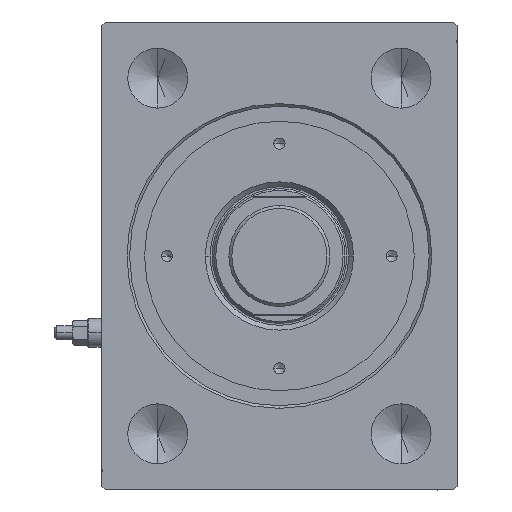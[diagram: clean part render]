
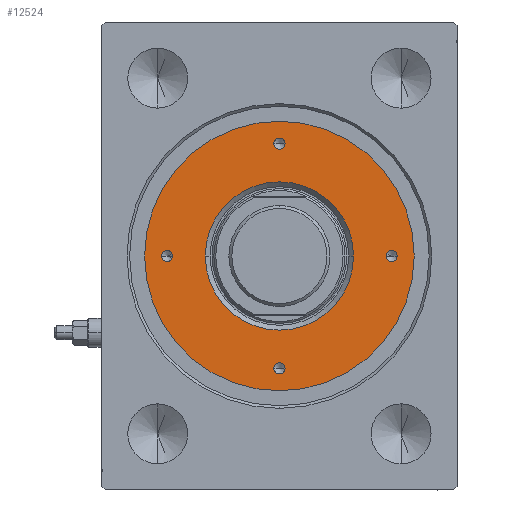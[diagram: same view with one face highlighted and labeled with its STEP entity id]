
A CAD part, left-side view. The second image highlights one B-rep face of the part: STEP entity #12524.
In plain terms, the highlighted face is planar.
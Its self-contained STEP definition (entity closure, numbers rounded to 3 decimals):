
#384 = VERTEX_POINT ( 'NONE', #10776 ) ;
#515 = PLANE ( 'NONE',  #40041 ) ;
#539 = CIRCLE ( 'NONE', #26168, 36. ) ;
#645 = CIRCLE ( 'NONE', #7243, 36. ) ;
#1832 = AXIS2_PLACEMENT_3D ( 'NONE', #22476, #12641, #36464 ) ;
#2611 = VERTEX_POINT ( 'NONE', #18232 ) ;
#3129 = CARTESIAN_POINT ( 'NONE',  ( -1.5, -30., 14. ) ) ;
#3516 = CARTESIAN_POINT ( 'NONE',  ( -19.8, 0., 14. ) ) ;
#3556 = CARTESIAN_POINT ( 'NONE',  ( 0., 30., 14. ) ) ;
#3732 = FACE_BOUND ( 'NONE', #8632, .T. ) ;
#3854 = CARTESIAN_POINT ( 'NONE',  ( 0., -30., 14. ) ) ;
#3921 = CARTESIAN_POINT ( 'NONE',  ( 19.8, 0., 14. ) ) ;
#4605 = ORIENTED_EDGE ( 'NONE', *, *, #35081, .F. ) ;
#5222 = EDGE_CURVE ( 'NONE', #32451, #34689, #6923, .T. ) ;
#5537 = EDGE_CURVE ( 'NONE', #19584, #42141, #44966, .T. ) ;
#5957 = AXIS2_PLACEMENT_3D ( 'NONE', #17988, #31956, #32188 ) ;
#6617 = VERTEX_POINT ( 'NONE', #37783 ) ;
#6900 = EDGE_CURVE ( 'NONE', #42141, #19584, #32544, .T. ) ;
#6923 = CIRCLE ( 'NONE', #16451, 1.5 ) ;
#7230 = CARTESIAN_POINT ( 'NONE',  ( -31.5, 0., 14. ) ) ;
#7243 = AXIS2_PLACEMENT_3D ( 'NONE', #28193, #24988, #21993 ) ;
#7364 = DIRECTION ( 'NONE',  ( 0., 0., 1. ) ) ;
#7437 = EDGE_LOOP ( 'NONE', ( #9039, #38772 ) ) ;
#7835 = AXIS2_PLACEMENT_3D ( 'NONE', #28724, #39273, #7881 ) ;
#7881 = DIRECTION ( 'NONE',  ( 1., 0., 0. ) ) ;
#8236 = VERTEX_POINT ( 'NONE', #14490 ) ;
#8632 = EDGE_LOOP ( 'NONE', ( #14054, #4605 ) ) ;
#9039 = ORIENTED_EDGE ( 'NONE', *, *, #31678, .F. ) ;
#9520 = ORIENTED_EDGE ( 'NONE', *, *, #40792, .F. ) ;
#9978 = DIRECTION ( 'NONE',  ( 0., 0., -1. ) ) ;
#10776 = CARTESIAN_POINT ( 'NONE',  ( 36., 0., 14. ) ) ;
#11699 = ORIENTED_EDGE ( 'NONE', *, *, #27268, .F. ) ;
#12225 = EDGE_CURVE ( 'NONE', #34689, #32451, #21009, .T. ) ;
#12524 = ADVANCED_FACE ( 'NONE', ( #3732, #21815, #28017, #24819, #17719, #31684 ), #515, .T. ) ;
#12582 = ORIENTED_EDGE ( 'NONE', *, *, #34326, .T. ) ;
#12641 = DIRECTION ( 'NONE',  ( 0., 0., -1. ) ) ;
#12647 = VERTEX_POINT ( 'NONE', #16556 ) ;
#12927 = ORIENTED_EDGE ( 'NONE', *, *, #12225, .F. ) ;
#14054 = ORIENTED_EDGE ( 'NONE', *, *, #35205, .F. ) ;
#14248 = AXIS2_PLACEMENT_3D ( 'NONE', #30602, #9978, #16624 ) ;
#14490 = CARTESIAN_POINT ( 'NONE',  ( 28.5, 0., 14. ) ) ;
#14778 = ORIENTED_EDGE ( 'NONE', *, *, #16654, .T. ) ;
#14904 = DIRECTION ( 'NONE',  ( 1., 0., 0. ) ) ;
#15363 = DIRECTION ( 'NONE',  ( 1., 0., 0. ) ) ;
#15525 = EDGE_LOOP ( 'NONE', ( #11699, #9520 ) ) ;
#16451 = AXIS2_PLACEMENT_3D ( 'NONE', #3854, #17848, #31811 ) ;
#16556 = CARTESIAN_POINT ( 'NONE',  ( -36., 0., 14. ) ) ;
#16624 = DIRECTION ( 'NONE',  ( 1., 0., 0. ) ) ;
#16654 = EDGE_CURVE ( 'NONE', #12647, #384, #539, .T. ) ;
#17547 = DIRECTION ( 'NONE',  ( 1., 0., 0. ) ) ;
#17719 = FACE_BOUND ( 'NONE', #32305, .T. ) ;
#17848 = DIRECTION ( 'NONE',  ( 0., 0., 1. ) ) ;
#17988 = CARTESIAN_POINT ( 'NONE',  ( 0., 30., 14. ) ) ;
#18232 = CARTESIAN_POINT ( 'NONE',  ( 31.5, 0., 14. ) ) ;
#19584 = VERTEX_POINT ( 'NONE', #3921 ) ;
#19749 = VERTEX_POINT ( 'NONE', #41047 ) ;
#20533 = EDGE_LOOP ( 'NONE', ( #37007, #12927 ) ) ;
#20692 = DIRECTION ( 'NONE',  ( 1., 0., 0. ) ) ;
#21009 = CIRCLE ( 'NONE', #7835, 1.5 ) ;
#21221 = VERTEX_POINT ( 'NONE', #36926 ) ;
#21815 = FACE_BOUND ( 'NONE', #15525, .T. ) ;
#21993 = DIRECTION ( 'NONE',  ( 1., 0., 0. ) ) ;
#22106 = AXIS2_PLACEMENT_3D ( 'NONE', #3556, #45050, #17547 ) ;
#22310 = DIRECTION ( 'NONE',  ( 1., 0., 0. ) ) ;
#22476 = CARTESIAN_POINT ( 'NONE',  ( 0., 0., 14. ) ) ;
#22641 = AXIS2_PLACEMENT_3D ( 'NONE', #38760, #7364, #14904 ) ;
#24001 = CIRCLE ( 'NONE', #39338, 1.5 ) ;
#24819 = FACE_BOUND ( 'NONE', #20533, .T. ) ;
#24988 = DIRECTION ( 'NONE',  ( 0., 0., 1. ) ) ;
#25471 = AXIS2_PLACEMENT_3D ( 'NONE', #35354, #41777, #35796 ) ;
#25522 = ORIENTED_EDGE ( 'NONE', *, *, #6900, .T. ) ;
#25669 = CIRCLE ( 'NONE', #5957, 1.5 ) ;
#25896 = CARTESIAN_POINT ( 'NONE',  ( -30., 0., 14. ) ) ;
#26050 = EDGE_LOOP ( 'NONE', ( #14778, #12582 ) ) ;
#26168 = AXIS2_PLACEMENT_3D ( 'NONE', #40655, #27340, #20692 ) ;
#27268 = EDGE_CURVE ( 'NONE', #19749, #6617, #42581, .T. ) ;
#27340 = DIRECTION ( 'NONE',  ( 0., 0., 1. ) ) ;
#28017 = FACE_BOUND ( 'NONE', #7437, .T. ) ;
#28193 = CARTESIAN_POINT ( 'NONE',  ( 0., 0., 14. ) ) ;
#28600 = CARTESIAN_POINT ( 'NONE',  ( 1.5, -30., 14. ) ) ;
#28724 = CARTESIAN_POINT ( 'NONE',  ( 0., -30., 14. ) ) ;
#29951 = CIRCLE ( 'NONE', #43885, 1.5 ) ;
#30583 = VERTEX_POINT ( 'NONE', #7230 ) ;
#30602 = CARTESIAN_POINT ( 'NONE',  ( 0., 0., 14. ) ) ;
#31678 = EDGE_CURVE ( 'NONE', #2611, #8236, #24001, .T. ) ;
#31684 = FACE_OUTER_BOUND ( 'NONE', #26050, .T. ) ;
#31811 = DIRECTION ( 'NONE',  ( 1., 0., 0. ) ) ;
#31956 = DIRECTION ( 'NONE',  ( 0., 0., 1. ) ) ;
#32188 = DIRECTION ( 'NONE',  ( 1., 0., 0. ) ) ;
#32305 = EDGE_LOOP ( 'NONE', ( #42056, #25522 ) ) ;
#32451 = VERTEX_POINT ( 'NONE', #28600 ) ;
#32544 = CIRCLE ( 'NONE', #1832, 19.8 ) ;
#32910 = EDGE_CURVE ( 'NONE', #8236, #2611, #39374, .T. ) ;
#34326 = EDGE_CURVE ( 'NONE', #384, #12647, #645, .T. ) ;
#34689 = VERTEX_POINT ( 'NONE', #3129 ) ;
#35081 = EDGE_CURVE ( 'NONE', #30583, #21221, #36559, .T. ) ;
#35205 = EDGE_CURVE ( 'NONE', #21221, #30583, #29951, .T. ) ;
#35354 = CARTESIAN_POINT ( 'NONE',  ( 30., 0., 14. ) ) ;
#35796 = DIRECTION ( 'NONE',  ( 1., 0., 0. ) ) ;
#35805 = DIRECTION ( 'NONE',  ( 1., 0., 0. ) ) ;
#36216 = DIRECTION ( 'NONE',  ( 0., 0., 1. ) ) ;
#36464 = DIRECTION ( 'NONE',  ( 1., 0., 0. ) ) ;
#36559 = CIRCLE ( 'NONE', #22641, 1.5 ) ;
#36926 = CARTESIAN_POINT ( 'NONE',  ( -28.5, 0., 14. ) ) ;
#36989 = CARTESIAN_POINT ( 'NONE',  ( 30., 0., 14. ) ) ;
#37007 = ORIENTED_EDGE ( 'NONE', *, *, #5222, .F. ) ;
#37783 = CARTESIAN_POINT ( 'NONE',  ( -1.5, 30., 14. ) ) ;
#38575 = CARTESIAN_POINT ( 'NONE',  ( 0., 0., 14. ) ) ;
#38760 = CARTESIAN_POINT ( 'NONE',  ( -30., 0., 14. ) ) ;
#38772 = ORIENTED_EDGE ( 'NONE', *, *, #32910, .F. ) ;
#39273 = DIRECTION ( 'NONE',  ( 0., 0., 1. ) ) ;
#39338 = AXIS2_PLACEMENT_3D ( 'NONE', #36989, #39965, #22310 ) ;
#39374 = CIRCLE ( 'NONE', #25471, 1.5 ) ;
#39965 = DIRECTION ( 'NONE',  ( 0., 0., 1. ) ) ;
#40041 = AXIS2_PLACEMENT_3D ( 'NONE', #38575, #42230, #35805 ) ;
#40655 = CARTESIAN_POINT ( 'NONE',  ( 0., 0., 14. ) ) ;
#40792 = EDGE_CURVE ( 'NONE', #6617, #19749, #25669, .T. ) ;
#41047 = CARTESIAN_POINT ( 'NONE',  ( 1.5, 30., 14. ) ) ;
#41777 = DIRECTION ( 'NONE',  ( 0., 0., 1. ) ) ;
#42056 = ORIENTED_EDGE ( 'NONE', *, *, #5537, .T. ) ;
#42141 = VERTEX_POINT ( 'NONE', #3516 ) ;
#42230 = DIRECTION ( 'NONE',  ( 0., 0., 1. ) ) ;
#42581 = CIRCLE ( 'NONE', #22106, 1.5 ) ;
#43885 = AXIS2_PLACEMENT_3D ( 'NONE', #25896, #36216, #15363 ) ;
#44966 = CIRCLE ( 'NONE', #14248, 19.8 ) ;
#45050 = DIRECTION ( 'NONE',  ( 0., 0., 1. ) ) ;
